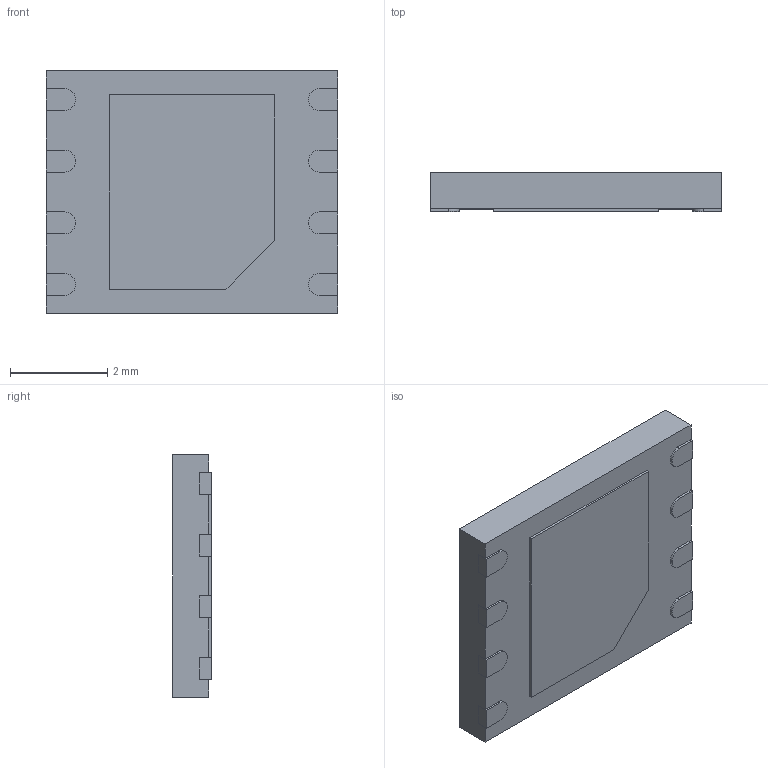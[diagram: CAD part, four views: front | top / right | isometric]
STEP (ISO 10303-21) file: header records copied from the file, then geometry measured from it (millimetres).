
FILE_DESCRIPTION (( 'STEP AP214' ), '1' );
FILE_NAME ('User Library-WSON-8.STEP', '2017-08-01T02:01:38', ( 'Windows User' ), ( '' ), 'SwSTEP 2.0', 'SolidWorks 2017', '' );
FILE_SCHEMA (( 'AUTOMOTIVE_DESIGN' ));
Length unit declared in the file: millimetre
Products named in the file (4): User Library-WSON-8_Power pad; User Library-WSON-8_Pad; User Library-WSON-8_Case; User Library-WSON-8
Assembly tree (10 placements, depth 2):
  User Library-WSON-8
    User Library-WSON-8_Case
    User Library-WSON-8_Pad  x8
    User Library-WSON-8_Power pad
Bounding box: 6 x 0.8 x 5 mm (x, y, z)
Volume: 23.2 mm3; surface area: 118.6 mm2
Topology: 10 solids, 10 shells, 134 faces, 336 edges, 224 vertices
Faces by surface type: plane 100, cylinder 34
Entity records: 2677 total; most frequent: CARTESIAN_POINT 441, DIRECTION 432, ORIENTED_EDGE 420, EDGE_CURVE 210, LINE 170, VECTOR 170, VERTEX_POINT 140, AXIS2_PLACEMENT_3D 131
